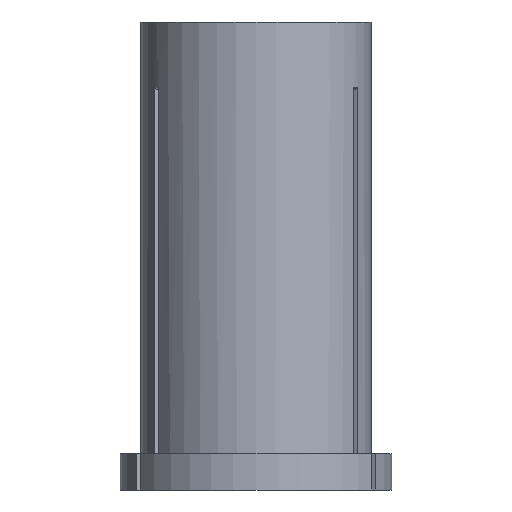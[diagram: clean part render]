
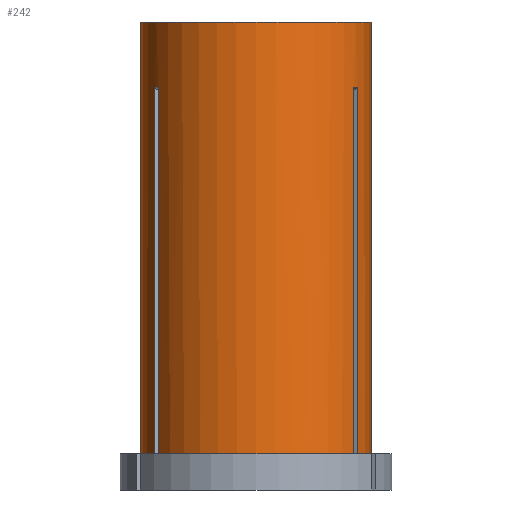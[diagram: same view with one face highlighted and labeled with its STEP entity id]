
A CAD part, front view. The second image highlights one B-rep face of the part: STEP entity #242.
In plain terms, the highlighted cylindrical face has radius 15.875 mm (diameter 31.75 mm), a partial arc.
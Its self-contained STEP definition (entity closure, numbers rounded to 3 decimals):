
#1 = CARTESIAN_POINT ( 'NONE',  ( -13.491, -8.367, -9.006 ) ) ;
#31 = CARTESIAN_POINT ( 'NONE',  ( 13.751, -7.938, -8.998 ) ) ;
#34 = CARTESIAN_POINT ( 'NONE',  ( 0., 0., -59.6 ) ) ;
#61 = AXIS2_PLACEMENT_3D ( 'NONE', #824, #390, #480 ) ;
#62 = VECTOR ( 'NONE', #803, 1000. ) ;
#73 = DIRECTION ( 'NONE',  ( 1., 0., 0. ) ) ;
#91 = CARTESIAN_POINT ( 'NONE',  ( -13.664, -8.083, -9. ) ) ;
#100 = VERTEX_POINT ( 'NONE', #249 ) ;
#110 = VECTOR ( 'NONE', #1082, 1000. ) ;
#150 = EDGE_LOOP ( 'NONE', ( #707, #995, #1061, #1078, #1081, #1088, #549, #779, #540, #333, #301, #906 ) ) ;
#177 = EDGE_CURVE ( 'NONE', #913, #666, #350, .T. ) ;
#186 = DIRECTION ( 'NONE',  ( 0., 0., 1. ) ) ;
#188 = VECTOR ( 'NONE', #618, 1000. ) ;
#192 = AXIS2_PLACEMENT_3D ( 'NONE', #626, #964, #73 ) ;
#194 = CARTESIAN_POINT ( 'NONE',  ( -13.831, -7.794, -9. ) ) ;
#203 = B_SPLINE_CURVE_WITH_KNOTS ( 'NONE', 3,
 ( #891, #901, #194, #91, #557, #1 ),
 .UNSPECIFIED., .F., .F.,
 ( 4, 2, 4 ),
 ( 0.089, 0.09, 0.09 ),
 .UNSPECIFIED. ) ;
#236 = LINE ( 'NONE', #641, #510 ) ;
#239 = VERTEX_POINT ( 'NONE', #1118 ) ;
#242 = ADVANCED_FACE ( 'NONE', ( #1131 ), #621, .T. ) ;
#249 = CARTESIAN_POINT ( 'NONE',  ( -13.491, -8.367, -9.006 ) ) ;
#273 = CARTESIAN_POINT ( 'NONE',  ( -15.875, 0., 0. ) ) ;
#277 = VECTOR ( 'NONE', #878, 1000. ) ;
#279 = VERTEX_POINT ( 'NONE', #298 ) ;
#292 = VERTEX_POINT ( 'NONE', #378 ) ;
#298 = CARTESIAN_POINT ( 'NONE',  ( -13.991, -7.501, -9.006 ) ) ;
#301 = ORIENTED_EDGE ( 'NONE', *, *, #686, .T. ) ;
#308 = CARTESIAN_POINT ( 'NONE',  ( 13.913, -7.647, -9.002 ) ) ;
#310 = EDGE_CURVE ( 'NONE', #279, #100, #203, .T. ) ;
#333 = ORIENTED_EDGE ( 'NONE', *, *, #1020, .T. ) ;
#346 = EDGE_CURVE ( 'NONE', #716, #698, #989, .T. ) ;
#350 = LINE ( 'NONE', #361, #1058 ) ;
#361 = CARTESIAN_POINT ( 'NONE',  ( 13.991, -7.501, 0. ) ) ;
#378 = CARTESIAN_POINT ( 'NONE',  ( 13.491, -8.367, -9.006 ) ) ;
#385 = EDGE_CURVE ( 'NONE', #292, #666, #730, .T. ) ;
#388 = EDGE_CURVE ( 'NONE', #736, #292, #976, .T. ) ;
#390 = DIRECTION ( 'NONE',  ( 0., 0., 1. ) ) ;
#431 = LINE ( 'NONE', #863, #188 ) ;
#454 = EDGE_CURVE ( 'NONE', #698, #239, #842, .T. ) ;
#456 = CIRCLE ( 'NONE', #615, 15.875 ) ;
#480 = DIRECTION ( 'NONE',  ( 1., 0., 0. ) ) ;
#482 = CARTESIAN_POINT ( 'NONE',  ( 0., 0., 0. ) ) ;
#487 = CARTESIAN_POINT ( 'NONE',  ( 13.991, -7.501, -9.006 ) ) ;
#490 = CARTESIAN_POINT ( 'NONE',  ( 13.991, -7.501, -59.6 ) ) ;
#494 = DIRECTION ( 'NONE',  ( 0., 0., 1. ) ) ;
#510 = VECTOR ( 'NONE', #811, 1000. ) ;
#519 = LINE ( 'NONE', #874, #277 ) ;
#528 = VERTEX_POINT ( 'NONE', #963 ) ;
#540 = ORIENTED_EDGE ( 'NONE', *, *, #177, .F. ) ;
#543 = EDGE_CURVE ( 'NONE', #1019, #100, #519, .T. ) ;
#546 = CARTESIAN_POINT ( 'NONE',  ( 13.991, -7.501, -9.006 ) ) ;
#549 = ORIENTED_EDGE ( 'NONE', *, *, #388, .T. ) ;
#557 = CARTESIAN_POINT ( 'NONE',  ( -13.579, -8.226, -9.002 ) ) ;
#570 = EDGE_CURVE ( 'NONE', #1019, #736, #456, .T. ) ;
#593 = CIRCLE ( 'NONE', #805, 15.875 ) ;
#595 = DIRECTION ( 'NONE',  ( 1., 0., 0. ) ) ;
#615 = AXIS2_PLACEMENT_3D ( 'NONE', #838, #494, #752 ) ;
#618 = DIRECTION ( 'NONE',  ( 0., 0., 1. ) ) ;
#621 = CYLINDRICAL_SURFACE ( 'NONE', #192, 15.875 ) ;
#623 = CARTESIAN_POINT ( 'NONE',  ( -15.875, 0., -59.6 ) ) ;
#626 = CARTESIAN_POINT ( 'NONE',  ( 0., 0., 0. ) ) ;
#629 = DIRECTION ( 'NONE',  ( 1., 0., 0. ) ) ;
#632 = CIRCLE ( 'NONE', #61, 15.875 ) ;
#634 = CARTESIAN_POINT ( 'NONE',  ( 13.491, -8.367, 0. ) ) ;
#641 = CARTESIAN_POINT ( 'NONE',  ( -13.991, -7.501, 0. ) ) ;
#666 = VERTEX_POINT ( 'NONE', #546 ) ;
#686 = EDGE_CURVE ( 'NONE', #792, #239, #431, .T. ) ;
#692 = CARTESIAN_POINT ( 'NONE',  ( 13.491, -8.367, -59.6 ) ) ;
#698 = VERTEX_POINT ( 'NONE', #273 ) ;
#707 = ORIENTED_EDGE ( 'NONE', *, *, #346, .F. ) ;
#716 = VERTEX_POINT ( 'NONE', #623 ) ;
#730 = B_SPLINE_CURVE_WITH_KNOTS ( 'NONE', 3,
 ( #886, #971, #31, #308, #487 ),
 .UNSPECIFIED., .F., .F.,
 ( 4, 1, 4 ),
 ( 0.098, 0.098, 0.099 ),
 .UNSPECIFIED. ) ;
#736 = VERTEX_POINT ( 'NONE', #692 ) ;
#752 = DIRECTION ( 'NONE',  ( 1., 0., 0. ) ) ;
#773 = EDGE_CURVE ( 'NONE', #716, #528, #632, .T. ) ;
#779 = ORIENTED_EDGE ( 'NONE', *, *, #385, .T. ) ;
#792 = VERTEX_POINT ( 'NONE', #827 ) ;
#802 = CARTESIAN_POINT ( 'NONE',  ( -15.875, 0., 0. ) ) ;
#803 = DIRECTION ( 'NONE',  ( 0., 0., 1. ) ) ;
#805 = AXIS2_PLACEMENT_3D ( 'NONE', #34, #914, #595 ) ;
#811 = DIRECTION ( 'NONE',  ( 0., 0., 1. ) ) ;
#824 = CARTESIAN_POINT ( 'NONE',  ( 0., 0., -59.6 ) ) ;
#827 = CARTESIAN_POINT ( 'NONE',  ( 15.875, 0., -59.6 ) ) ;
#838 = CARTESIAN_POINT ( 'NONE',  ( 0., 0., -59.6 ) ) ;
#842 = CIRCLE ( 'NONE', #912, 15.875 ) ;
#863 = CARTESIAN_POINT ( 'NONE',  ( 15.875, 0., 0. ) ) ;
#874 = CARTESIAN_POINT ( 'NONE',  ( -13.491, -8.367, 0. ) ) ;
#878 = DIRECTION ( 'NONE',  ( 0., 0., 1. ) ) ;
#886 = CARTESIAN_POINT ( 'NONE',  ( 13.491, -8.367, -9.006 ) ) ;
#891 = CARTESIAN_POINT ( 'NONE',  ( -13.991, -7.501, -9.006 ) ) ;
#901 = CARTESIAN_POINT ( 'NONE',  ( -13.912, -7.648, -9.002 ) ) ;
#906 = ORIENTED_EDGE ( 'NONE', *, *, #454, .F. ) ;
#912 = AXIS2_PLACEMENT_3D ( 'NONE', #482, #186, #629 ) ;
#913 = VERTEX_POINT ( 'NONE', #490 ) ;
#914 = DIRECTION ( 'NONE',  ( 0., 0., 1. ) ) ;
#938 = EDGE_CURVE ( 'NONE', #528, #279, #236, .T. ) ;
#963 = CARTESIAN_POINT ( 'NONE',  ( -13.991, -7.501, -59.6 ) ) ;
#964 = DIRECTION ( 'NONE',  ( 0., 0., 1. ) ) ;
#971 = CARTESIAN_POINT ( 'NONE',  ( 13.58, -8.224, -9.002 ) ) ;
#976 = LINE ( 'NONE', #634, #110 ) ;
#989 = LINE ( 'NONE', #802, #62 ) ;
#995 = ORIENTED_EDGE ( 'NONE', *, *, #773, .T. ) ;
#1019 = VERTEX_POINT ( 'NONE', #1075 ) ;
#1020 = EDGE_CURVE ( 'NONE', #913, #792, #593, .T. ) ;
#1058 = VECTOR ( 'NONE', #1126, 1000. ) ;
#1061 = ORIENTED_EDGE ( 'NONE', *, *, #938, .T. ) ;
#1075 = CARTESIAN_POINT ( 'NONE',  ( -13.491, -8.367, -59.6 ) ) ;
#1078 = ORIENTED_EDGE ( 'NONE', *, *, #310, .T. ) ;
#1081 = ORIENTED_EDGE ( 'NONE', *, *, #543, .F. ) ;
#1082 = DIRECTION ( 'NONE',  ( 0., 0., 1. ) ) ;
#1088 = ORIENTED_EDGE ( 'NONE', *, *, #570, .T. ) ;
#1118 = CARTESIAN_POINT ( 'NONE',  ( 15.875, 0., 0. ) ) ;
#1126 = DIRECTION ( 'NONE',  ( 0., 0., 1. ) ) ;
#1131 = FACE_OUTER_BOUND ( 'NONE', #150, .T. ) ;
